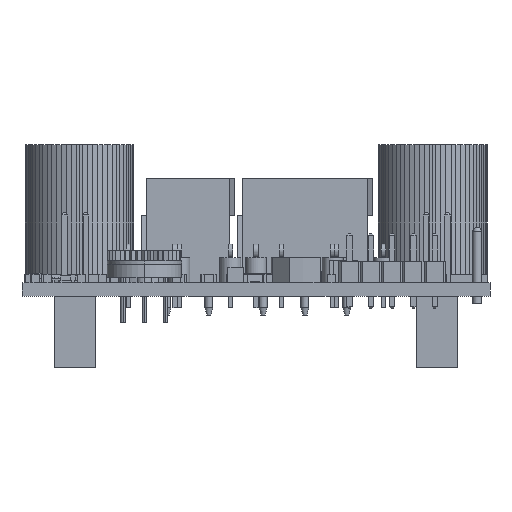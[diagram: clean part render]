
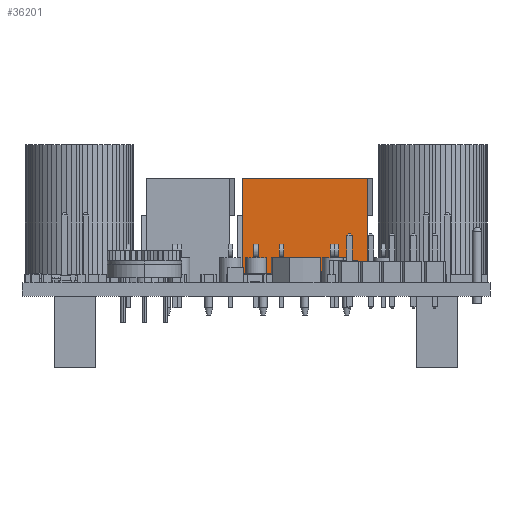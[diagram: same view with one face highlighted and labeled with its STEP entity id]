
A CAD part, front view. The second image highlights one B-rep face of the part: STEP entity #36201.
In plain terms, the highlighted face is planar.
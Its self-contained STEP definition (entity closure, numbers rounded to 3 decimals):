
#32229 = VERTEX_POINT('',#32230);
#32230 = CARTESIAN_POINT('',(-7.5,5.,12.5));
#32236 = EDGE_CURVE('',#32229,#32237,#32239,.T.);
#32237 = VERTEX_POINT('',#32238);
#32238 = CARTESIAN_POINT('',(-7.5,5.,0.));
#32239 = LINE('',#32240,#32241);
#32240 = CARTESIAN_POINT('',(-7.5,5.,12.5));
#32241 = VECTOR('',#32242,1.);
#32242 = DIRECTION('',(0.,0.,-1.));
#32793 = EDGE_CURVE('',#32794,#32237,#32796,.T.);
#32794 = VERTEX_POINT('',#32795);
#32795 = CARTESIAN_POINT('',(7.5,5.,0.));
#32796 = LINE('',#32797,#32798);
#32797 = CARTESIAN_POINT('',(7.5,5.,0.));
#32798 = VECTOR('',#32799,1.);
#32799 = DIRECTION('',(-1.,0.,0.));
#33433 = VERTEX_POINT('',#33434);
#33434 = CARTESIAN_POINT('',(7.5,5.,12.5));
#33440 = EDGE_CURVE('',#33433,#32229,#33441,.T.);
#33441 = LINE('',#33442,#33443);
#33442 = CARTESIAN_POINT('',(7.5,5.,12.5));
#33443 = VECTOR('',#33444,1.);
#33444 = DIRECTION('',(-1.,0.,0.));
#36201 = ADVANCED_FACE('',(#36202),#36213,.F.);
#36202 = FACE_BOUND('',#36203,.T.);
#36203 = EDGE_LOOP('',(#36204,#36205,#36206,#36207));
#36204 = ORIENTED_EDGE('',*,*,#32793,.T.);
#36205 = ORIENTED_EDGE('',*,*,#32236,.F.);
#36206 = ORIENTED_EDGE('',*,*,#33440,.F.);
#36207 = ORIENTED_EDGE('',*,*,#36208,.T.);
#36208 = EDGE_CURVE('',#33433,#32794,#36209,.T.);
#36209 = LINE('',#36210,#36211);
#36210 = CARTESIAN_POINT('',(7.5,5.,12.5));
#36211 = VECTOR('',#36212,1.);
#36212 = DIRECTION('',(0.,0.,-1.));
#36213 = PLANE('',#36214);
#36214 = AXIS2_PLACEMENT_3D('',#36215,#36216,#36217);
#36215 = CARTESIAN_POINT('',(7.5,5.,12.5));
#36216 = DIRECTION('',(0.,-1.,0.));
#36217 = DIRECTION('',(-1.,0.,0.));
